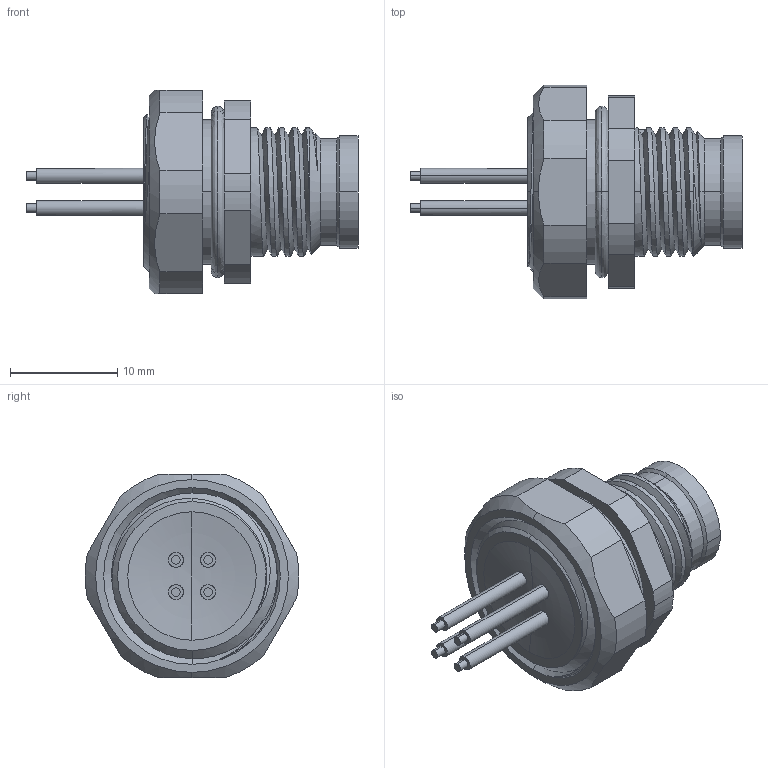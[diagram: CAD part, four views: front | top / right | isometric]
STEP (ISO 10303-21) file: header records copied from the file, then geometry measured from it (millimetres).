
FILE_DESCRIPTION (( 'STEP AP203' ), '1' );
FILE_NAME ('EC-FS4-0.5_16.STEP', '2017-09-07T16:01:07', ( 'User' ), ( '' ), 'SwSTEP 2.0', 'SolidWorks 2015', '' );
FILE_SCHEMA (( 'CONFIG_CONTROL_DESIGN' ));
Length unit declared in the file: millimetre
Products named in the file (1): EC-FS4-0.5_16
Bounding box: 31 x 19.95 x 19 mm (x, y, z)
Volume: 2972.6 mm3; surface area: 3194.1 mm2
Topology: 3 solids, 3 shells, 163 faces, 397 edges, 258 vertices
Faces by surface type: cylinder 85, plane 41, cone 25, bspline 10, torus 2
Entity records: 7025 total; most frequent: CARTESIAN_POINT 3215, ORIENTED_EDGE 790, DIRECTION 779, EDGE_CURVE 395, AXIS2_PLACEMENT_3D 317, VERTEX_POINT 258, EDGE_LOOP 187, FACE_OUTER_BOUND 163
